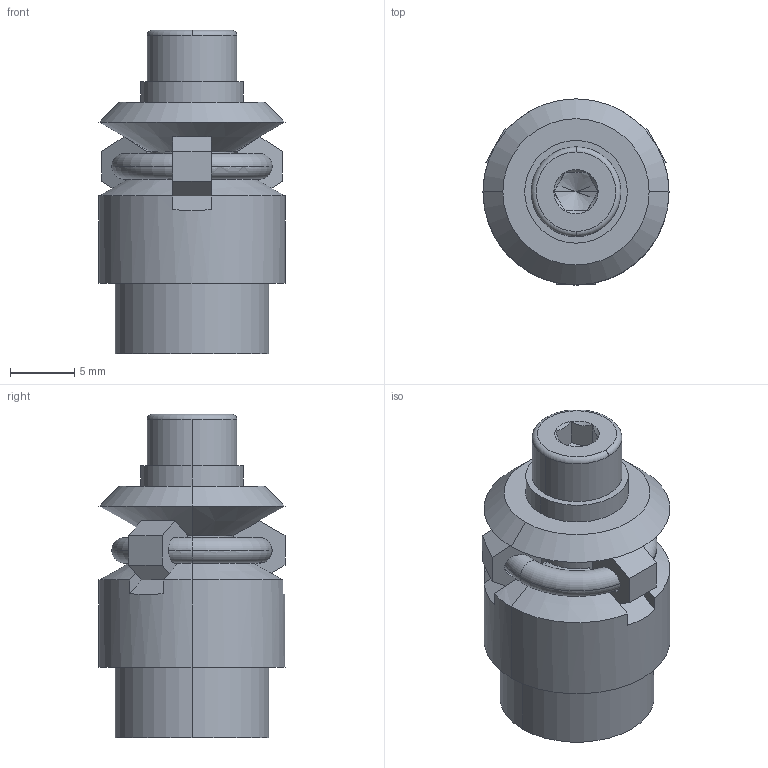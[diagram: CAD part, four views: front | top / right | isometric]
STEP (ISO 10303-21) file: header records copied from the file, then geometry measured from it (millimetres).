
FILE_DESCRIPTION(('STEP AP214'),'1');
FILE_NAME(' ',' ',('TraceParts'),('TraceParts S.A.'),'XStep 1.0',' ',' ');
FILE_SCHEMA(('automotive_design'));
Length unit declared in the file: millimetre
Products named in the file (1): 1
Bounding box: 14.5 x 14.5 x 25.2 mm (x, y, z)
Volume: 2717.4 mm3; surface area: 1767.7 mm2
Topology: 1 solids, 1 shells, 133 faces, 337 edges, 199 vertices
Faces by surface type: plane 61, cylinder 29, cone 26, torus 17
Entity records: 7845 total; most frequent: CARTESIAN_POINT 1114, ORIENTED_EDGE 686, STYLED_ITEM 657, PRESENTATION_STYLE_ASSIGNMENT 657, COLOUR_RGB 657, DIRECTION 616, EDGE_CURVE 329, CURVE_STYLE 329
